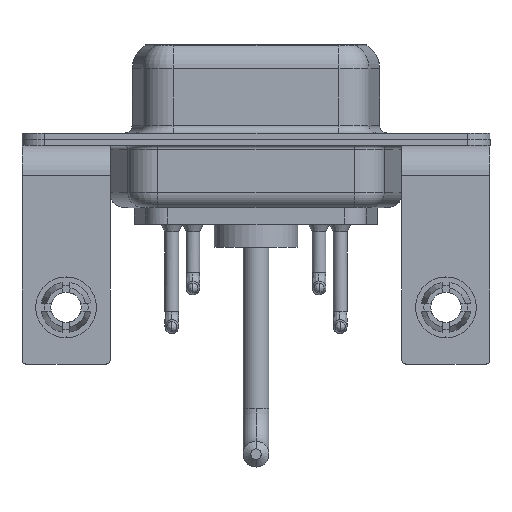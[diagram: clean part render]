
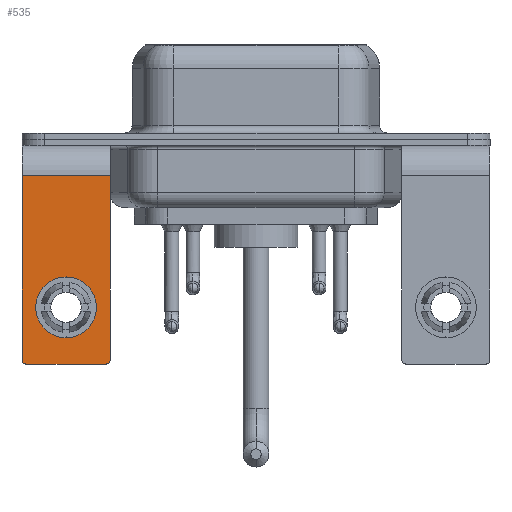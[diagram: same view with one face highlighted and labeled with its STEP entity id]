
A CAD part, front view. The second image highlights one B-rep face of the part: STEP entity #535.
In plain terms, the highlighted planar face has unit normal (0, -1, 0).
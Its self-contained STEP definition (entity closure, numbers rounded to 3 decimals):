
#421 = AXIS2_PLACEMENT_3D ( 'NONE', #17116, #3106, #14380 ) ;
#512 = CARTESIAN_POINT ( 'NONE',  ( 2.9, -6.25, -14.8 ) ) ;
#535 = ADVANCED_FACE ( 'NONE', ( #10130, #10307 ), #16057, .F. ) ;
#537 = EDGE_CURVE ( 'NONE', #16681, #1236, #9203, .T. ) ;
#595 = LINE ( 'NONE', #7446, #5557 ) ;
#1027 = CARTESIAN_POINT ( 'NONE',  ( -2.9, -6.25, -2.4 ) ) ;
#1031 = CARTESIAN_POINT ( 'NONE',  ( -2.65, -6.25, -14.55 ) ) ;
#1177 = EDGE_CURVE ( 'NONE', #11386, #1236, #595, .T. ) ;
#1213 = DIRECTION ( 'NONE',  ( 0., -1., 0. ) ) ;
#1236 = VERTEX_POINT ( 'NONE', #12259 ) ;
#1520 = AXIS2_PLACEMENT_3D ( 'NONE', #7881, #12232, #3618 ) ;
#2130 = VERTEX_POINT ( 'NONE', #12560 ) ;
#2442 = VERTEX_POINT ( 'NONE', #15017 ) ;
#2449 = LINE ( 'NONE', #1027, #5815 ) ;
#2637 = VERTEX_POINT ( 'NONE', #12442 ) ;
#3106 = DIRECTION ( 'NONE',  ( 0., 1., 0. ) ) ;
#3557 = DIRECTION ( 'NONE',  ( -1., 0., 0. ) ) ;
#3618 = DIRECTION ( 'NONE',  ( 0., 0., 1. ) ) ;
#3809 = ORIENTED_EDGE ( 'NONE', *, *, #13374, .T. ) ;
#4657 = DIRECTION ( 'NONE',  ( 0., 0., 1. ) ) ;
#4858 = EDGE_CURVE ( 'NONE', #2637, #7141, #7214, .T. ) ;
#5522 = CIRCLE ( 'NONE', #10950, 2. ) ;
#5557 = VECTOR ( 'NONE', #15194, 1000. ) ;
#5594 = EDGE_CURVE ( 'NONE', #16681, #7141, #15021, .T. ) ;
#5766 = CIRCLE ( 'NONE', #1520, 2. ) ;
#5815 = VECTOR ( 'NONE', #18139, 1000. ) ;
#6492 = CARTESIAN_POINT ( 'NONE',  ( 2.9, -6.25, -2.4 ) ) ;
#6671 = ORIENTED_EDGE ( 'NONE', *, *, #537, .T. ) ;
#7005 = DIRECTION ( 'NONE',  ( 0., 0., 1. ) ) ;
#7141 = VERTEX_POINT ( 'NONE', #8670 ) ;
#7214 = CIRCLE ( 'NONE', #15959, 0.25 ) ;
#7446 = CARTESIAN_POINT ( 'NONE',  ( 2.9, -6.25, -2.4 ) ) ;
#7881 = CARTESIAN_POINT ( 'NONE',  ( 0., -6.25, -11.07 ) ) ;
#8427 = ORIENTED_EDGE ( 'NONE', *, *, #5594, .F. ) ;
#8670 = CARTESIAN_POINT ( 'NONE',  ( -2.65, -6.25, -14.8 ) ) ;
#8744 = EDGE_LOOP ( 'NONE', ( #3809, #18260 ) ) ;
#9203 = CIRCLE ( 'NONE', #9815, 0.25 ) ;
#9815 = AXIS2_PLACEMENT_3D ( 'NONE', #14189, #1213, #7005 ) ;
#10130 = FACE_BOUND ( 'NONE', #8744, .T. ) ;
#10260 = EDGE_CURVE ( 'NONE', #2442, #2637, #2449, .T. ) ;
#10275 = CARTESIAN_POINT ( 'NONE',  ( 2.9, -6.25, -2.4 ) ) ;
#10307 = FACE_OUTER_BOUND ( 'NONE', #11720, .T. ) ;
#10950 = AXIS2_PLACEMENT_3D ( 'NONE', #15555, #15737, #4657 ) ;
#11386 = VERTEX_POINT ( 'NONE', #10275 ) ;
#11453 = DIRECTION ( 'NONE',  ( 0., -1., 0. ) ) ;
#11720 = EDGE_LOOP ( 'NONE', ( #17090, #15460, #8427, #6671, #16684, #14591 ) ) ;
#11981 = VERTEX_POINT ( 'NONE', #16564 ) ;
#12232 = DIRECTION ( 'NONE',  ( 0., 1., 0. ) ) ;
#12259 = CARTESIAN_POINT ( 'NONE',  ( 2.9, -6.25, -14.55 ) ) ;
#12338 = DIRECTION ( 'NONE',  ( -1., 0., 0. ) ) ;
#12381 = VECTOR ( 'NONE', #3557, 1000. ) ;
#12430 = LINE ( 'NONE', #6492, #15115 ) ;
#12442 = CARTESIAN_POINT ( 'NONE',  ( -2.9, -6.25, -14.55 ) ) ;
#12560 = CARTESIAN_POINT ( 'NONE',  ( 0., -6.25, -13.07 ) ) ;
#12889 = EDGE_CURVE ( 'NONE', #11386, #2442, #12430, .T. ) ;
#13374 = EDGE_CURVE ( 'NONE', #2130, #11981, #5766, .T. ) ;
#14189 = CARTESIAN_POINT ( 'NONE',  ( 2.65, -6.25, -14.55 ) ) ;
#14380 = DIRECTION ( 'NONE',  ( 0., 0., 1. ) ) ;
#14591 = ORIENTED_EDGE ( 'NONE', *, *, #12889, .T. ) ;
#15017 = CARTESIAN_POINT ( 'NONE',  ( -2.9, -6.25, -2.4 ) ) ;
#15021 = LINE ( 'NONE', #512, #12381 ) ;
#15115 = VECTOR ( 'NONE', #12338, 1000. ) ;
#15159 = EDGE_CURVE ( 'NONE', #11981, #2130, #5522, .T. ) ;
#15194 = DIRECTION ( 'NONE',  ( 0., 0., -1. ) ) ;
#15460 = ORIENTED_EDGE ( 'NONE', *, *, #4858, .T. ) ;
#15555 = CARTESIAN_POINT ( 'NONE',  ( 0., -6.25, -11.07 ) ) ;
#15737 = DIRECTION ( 'NONE',  ( 0., 1., 0. ) ) ;
#15959 = AXIS2_PLACEMENT_3D ( 'NONE', #1031, #11453, #17207 ) ;
#16057 = PLANE ( 'NONE',  #421 ) ;
#16564 = CARTESIAN_POINT ( 'NONE',  ( 0., -6.25, -9.07 ) ) ;
#16681 = VERTEX_POINT ( 'NONE', #18566 ) ;
#16684 = ORIENTED_EDGE ( 'NONE', *, *, #1177, .F. ) ;
#17090 = ORIENTED_EDGE ( 'NONE', *, *, #10260, .T. ) ;
#17116 = CARTESIAN_POINT ( 'NONE',  ( 2.9, -6.25, -2.4 ) ) ;
#17207 = DIRECTION ( 'NONE',  ( 0., 0., 1. ) ) ;
#18139 = DIRECTION ( 'NONE',  ( 0., 0., -1. ) ) ;
#18260 = ORIENTED_EDGE ( 'NONE', *, *, #15159, .T. ) ;
#18566 = CARTESIAN_POINT ( 'NONE',  ( 2.65, -6.25, -14.8 ) ) ;
